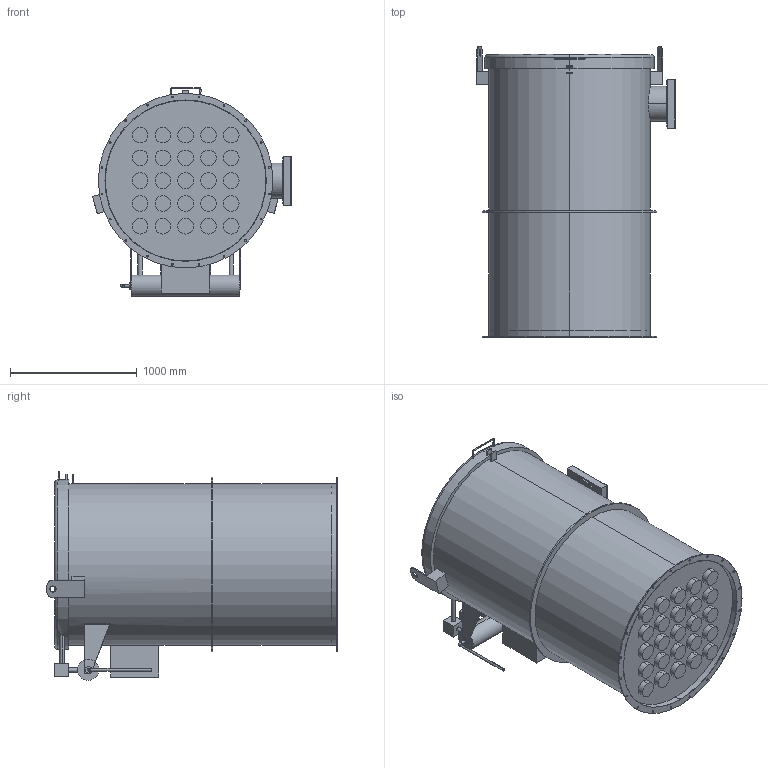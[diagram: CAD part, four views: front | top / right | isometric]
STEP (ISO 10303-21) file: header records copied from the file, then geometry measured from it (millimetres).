
FILE_DESCRIPTION (( 'STEP AP203' ), '1' );
FILE_NAME ('EMJET20.STEP', '2022-08-01T11:33:25', ( '' ), ( '' ), 'SwSTEP 2.0', 'SolidWorks 2017', '' );
FILE_SCHEMA (( 'CONFIG_CONTROL_DESIGN' ));
Length unit declared in the file: millimetre
Products named in the file (1): EMJET20
Bounding box: 1571.45 x 2298 x 1649.71 mm (x, y, z)
Volume: 2912282532.8 mm3; surface area: 16033232.4 mm2
Topology: 3 solids, 5 shells, 314 faces, 731 edges, 480 vertices
Faces by surface type: cylinder 171, plane 135, torus 8
Entity records: 10552 total; most frequent: CARTESIAN_POINT 2902, DIRECTION 1669, ORIENTED_EDGE 1462, EDGE_CURVE 731, AXIS2_PLACEMENT_3D 655, VERTEX_POINT 480, EDGE_LOOP 425, VECTOR 359
